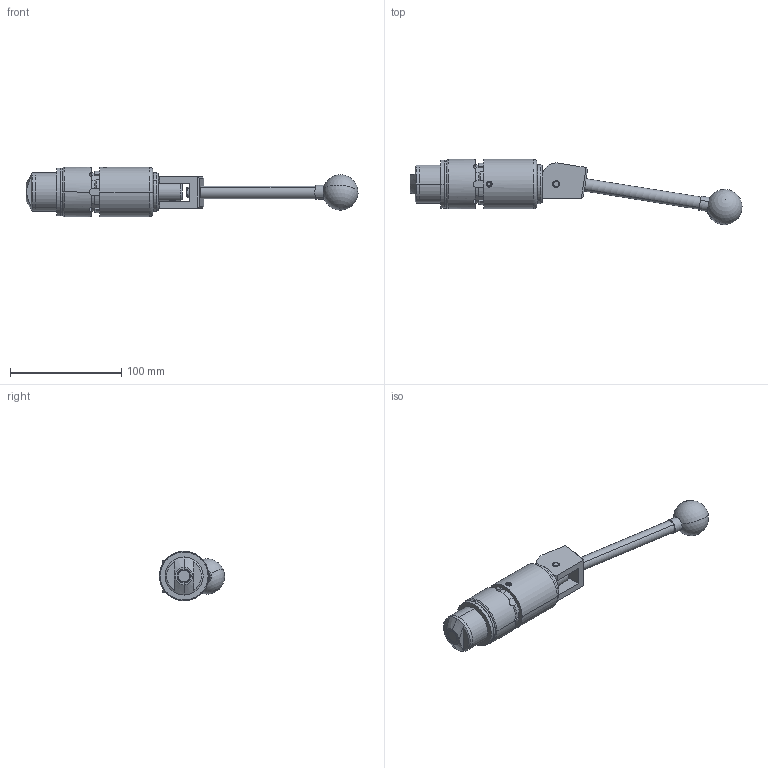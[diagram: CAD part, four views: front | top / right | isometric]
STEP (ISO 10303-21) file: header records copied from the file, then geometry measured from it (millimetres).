
FILE_DESCRIPTION (( 'STEP AP214' ), '1' );
FILE_NAME ('CTSC-003891.STEP', '2025-06-26T15:34:14', ( '' ), ( '' ), 'SwSTEP 2.0', 'SolidWorks 2023', '' );
FILE_SCHEMA (( 'AUTOMOTIVE_DESIGN' ));
Length unit declared in the file: inch
Products named in the file (1): CTSC-003891
Bounding box: 298.92 x 58.69 x 44.45 mm (x, y, z)
Volume: 206995.1 mm3; surface area: 49910.3 mm2
Topology: 10 solids, 10 shells, 274 faces, 682 edges, 437 vertices
Faces by surface type: cylinder 115, plane 102, cone 44, torus 8, bspline 3, sphere 2
Entity records: 13024 total; most frequent: CARTESIAN_POINT 2955, DIRECTION 1373, ORIENTED_EDGE 1350, EDGE_CURVE 675, AXIS2_PLACEMENT_3D 528, VERTEX_POINT 434, LINE 317, VECTOR 317
